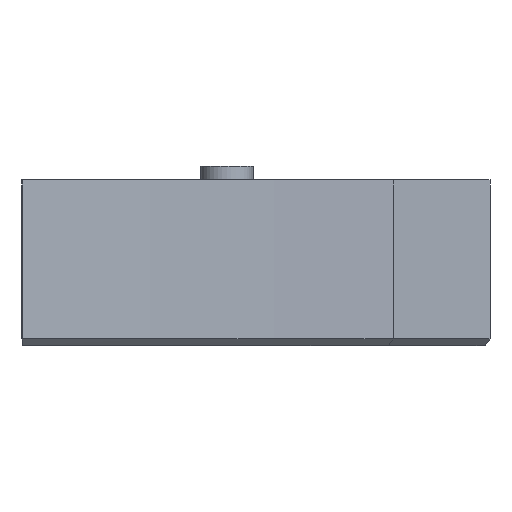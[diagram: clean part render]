
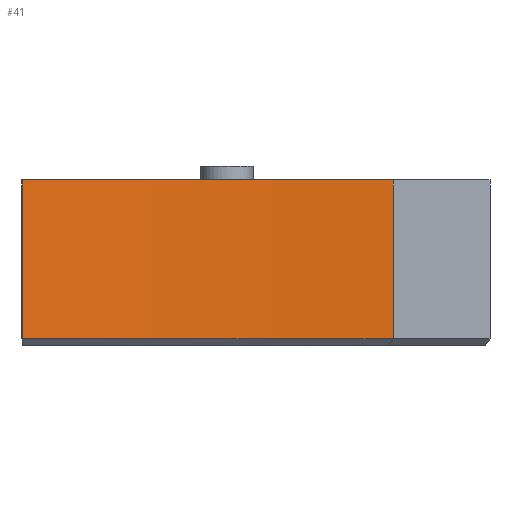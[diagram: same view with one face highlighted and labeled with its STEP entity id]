
A CAD part, front view. The second image highlights one B-rep face of the part: STEP entity #41.
In plain terms, the highlighted cylindrical face has radius 567.894 mm (diameter 1135.79 mm), a partial arc.
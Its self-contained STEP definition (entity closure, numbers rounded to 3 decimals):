
#41 = ADVANCED_FACE ( 'NONE', ( #1177 ), #1186, .T. ) ;
#240 = EDGE_CURVE ( 'NONE', #2549, #2460, #802, .T. ) ;
#274 = CARTESIAN_POINT ( 'NONE',  ( -351.863, 446.33, 24. ) ) ;
#275 = DIRECTION ( 'NONE',  ( 0., 0., 1. ) ) ;
#276 = DIRECTION ( 'NONE',  ( 1., 0., 0. ) ) ;
#802 = CIRCLE ( 'NONE', #804, 567.894 ) ;
#804 = AXIS2_PLACEMENT_3D ( 'NONE', #274, #275, #276 ) ;
#906 = CIRCLE ( 'NONE', #915, 567.894 ) ;
#911 = VECTOR ( 'NONE', #3045, 1000. ) ;
#914 = VECTOR ( 'NONE', #3051, 1000. ) ;
#915 = AXIS2_PLACEMENT_3D ( 'NONE', #3048, #3049, #3050 ) ;
#982 = EDGE_CURVE ( 'NONE', #2549, #1703, #3035, .T. ) ;
#983 = EDGE_CURVE ( 'NONE', #1703, #2744, #906, .T. ) ;
#984 = EDGE_CURVE ( 'NONE', #2460, #2744, #3044, .T. ) ;
#1014 = AXIS2_PLACEMENT_3D ( 'NONE', #1187, #1179, #1189 ) ;
#1177 = FACE_OUTER_BOUND ( 'NONE', #2812, .T. ) ;
#1179 = DIRECTION ( 'NONE',  ( 0., 0., -1. ) ) ;
#1186 = CYLINDRICAL_SURFACE ( 'NONE', #1014, 567.894 ) ;
#1187 = CARTESIAN_POINT ( 'NONE',  ( -351.863, 446.33, 3. ) ) ;
#1189 = DIRECTION ( 'NONE',  ( -1., 0., 0. ) ) ;
#1553 = ORIENTED_EDGE ( 'NONE', *, *, #240, .F. ) ;
#1554 = ORIENTED_EDGE ( 'NONE', *, *, #984, .F. ) ;
#1555 = ORIENTED_EDGE ( 'NONE', *, *, #983, .T. ) ;
#1556 = ORIENTED_EDGE ( 'NONE', *, *, #982, .T. ) ;
#1703 = VERTEX_POINT ( 'NONE', #3105 ) ;
#2222 = CARTESIAN_POINT ( 'NONE',  ( 0., 0.577, 24. ) ) ;
#2254 = CARTESIAN_POINT ( 'NONE',  ( 53.711, 48.821, 1. ) ) ;
#2460 = VERTEX_POINT ( 'NONE', #3176 ) ;
#2549 = VERTEX_POINT ( 'NONE', #2222 ) ;
#2744 = VERTEX_POINT ( 'NONE', #2254 ) ;
#2812 = EDGE_LOOP ( 'NONE', ( #1556, #1555, #1554, #1553 ) ) ;
#3035 = LINE ( 'NONE', #3036, #911 ) ;
#3036 = CARTESIAN_POINT ( 'NONE',  ( 0., 0.577, 3. ) ) ;
#3040 = CARTESIAN_POINT ( 'NONE',  ( 53.711, 48.821, 3. ) ) ;
#3044 = LINE ( 'NONE', #3040, #914 ) ;
#3045 = DIRECTION ( 'NONE',  ( 0., 0., -1. ) ) ;
#3048 = CARTESIAN_POINT ( 'NONE',  ( -351.863, 446.33, 1. ) ) ;
#3049 = DIRECTION ( 'NONE',  ( 0., 0., 1. ) ) ;
#3050 = DIRECTION ( 'NONE',  ( 1., 0., 0. ) ) ;
#3051 = DIRECTION ( 'NONE',  ( 0., 0., -1. ) ) ;
#3105 = CARTESIAN_POINT ( 'NONE',  ( 0., 0.577, 1. ) ) ;
#3176 = CARTESIAN_POINT ( 'NONE',  ( 53.711, 48.821, 24. ) ) ;
